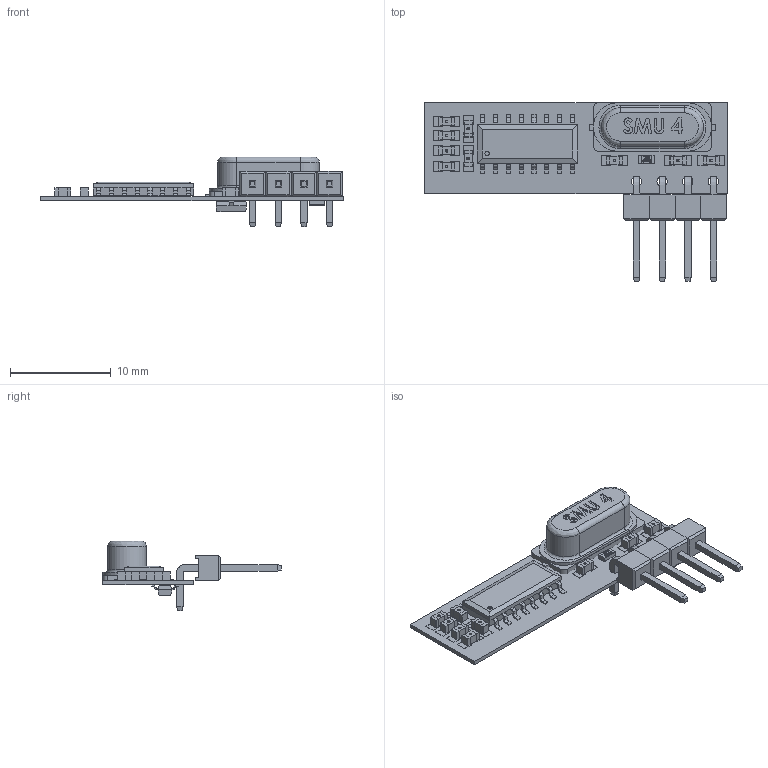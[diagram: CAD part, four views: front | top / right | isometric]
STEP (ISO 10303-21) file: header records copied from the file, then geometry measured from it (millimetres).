
FILE_DESCRIPTION (( 'STEP AP214' ), '1' );
FILE_NAME ('User Library-pc-jc02RA.STEP', '2021-04-12T07:36:36', ( '' ), ( '' ), 'SwSTEP 2.0', 'SolidWorks 2020', '' );
FILE_SCHEMA (( 'AUTOMOTIVE_DESIGN' ));
Length unit declared in the file: millimetre
Products named in the file (35): User_Library-SMU4_SM4_BASE_2_Valor_predeterminado; User_Library-SMU4_SMU4_BASE_Valor_predeterminado; User_Library-cap0603; Designator24; Board; Designator17; Designator23; User_Library-SOT23-2; User Library-pc-jc02RA; Free-Models; Designator9; Designator20; User_Library-header90-4; Designator18; Designator16; CircuitWorks-SO-16; Designator14; User_Library-SMU4; Designator12; Designator22; User_Library-RESC1608X05N; Designator19; User_Library-cap0603_cap0603_body___; User_Library-cap0603_pad_0603___; Designator25; Designator21; Header90-1
Assembly tree (54 placements, depth 4):
  User Library-pc-jc02RA
    Board
    Designator18
      User_Library-RESC1608X05N
    Designator25
      User_Library-cap0603
        User_Library-cap0603_pad_0603___
        User_Library-cap0603_cap0603_body___
    Designator24
      User_Library-cap0603
        User_Library-cap0603_pad_0603___
        User_Library-cap0603_cap0603_body___
    Designator23
      User_Library-cap0603
        User_Library-cap0603_pad_0603___
        User_Library-cap0603_cap0603_body___
    Designator22
      User_Library-cap0603
        User_Library-cap0603_pad_0603___
        User_Library-cap0603_cap0603_body___
    Designator21
      User_Library-cap0603
        User_Library-cap0603_pad_0603___
        User_Library-cap0603_cap0603_body___
    Designator20
      User_Library-cap0603
        User_Library-cap0603_pad_0603___
        User_Library-cap0603_cap0603_body___
    Designator19
      User_Library-cap0603
        User_Library-cap0603_pad_0603___
        User_Library-cap0603_cap0603_body___
    Designator17
      User_Library-RESC1608X05N
    Designator16
      User_Library-cap0603
        User_Library-cap0603_pad_0603___
        User_Library-cap0603_cap0603_body___
    Designator14
      User_Library-cap0603
        User_Library-cap0603_pad_0603___
        User_Library-cap0603_cap0603_body___
    Designator12
      User_Library-SOT23-2
    Designator9
      User_Library-SMU4
        User_Library-SMU4_SMU4_BASE_Valor_predeterminado
        User_Library-SMU4_SM4_BASE_2_Valor_predeterminado
    Free-Models
      User_Library-header90-4
        Header90-1  x4
      CircuitWorks-SO-16
Bounding box: 30 x 17.68 x 6.92 mm (x, y, z)
Volume: 407.7 mm3; surface area: 1428.2 mm2
Topology: 38 solids, 38 shells, 1558 faces, 3882 edges, 2398 vertices
Faces by surface type: plane 809, bspline 421, cylinder 328
Entity records: 33100 total; most frequent: CARTESIAN_POINT 7737, ORIENTED_EDGE 3736, DIRECTION 2869, EDGE_CURVE 1868, VERTEX_POINT 1196, LINE 1157, VECTOR 1157, AXIS2_PLACEMENT_3D 856
